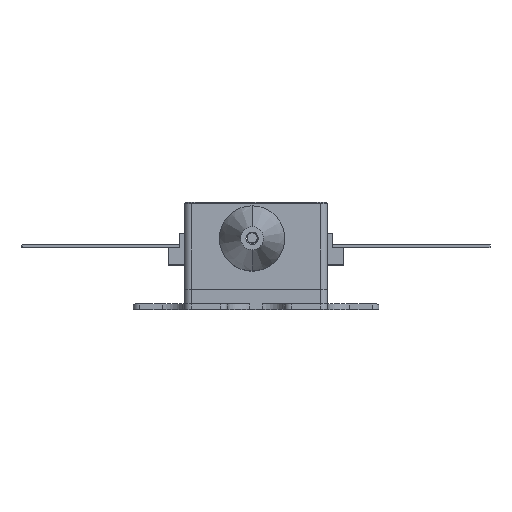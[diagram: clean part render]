
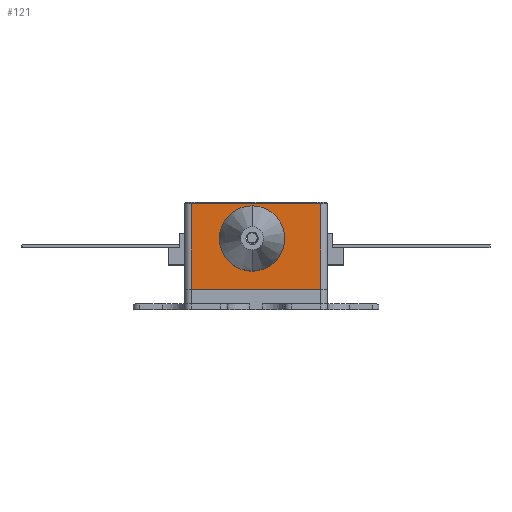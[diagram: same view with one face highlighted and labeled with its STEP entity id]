
A CAD part, top view. The second image highlights one B-rep face of the part: STEP entity #121.
In plain terms, the highlighted planar face has unit normal (0, 0, 1).
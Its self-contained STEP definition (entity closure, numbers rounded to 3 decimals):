
#97 = ORIENTED_EDGE ( 'NONE', *, *, #8085, .F. ) ;
#112 = EDGE_LOOP ( 'NONE', ( #115, #116, #113, #118 ) ) ;
#113 = ORIENTED_EDGE ( 'NONE', *, *, #15551, .T. ) ;
#114 = EDGE_CURVE ( 'NONE', #21751, #15552, #20240, .T. ) ;
#115 = ORIENTED_EDGE ( 'NONE', *, *, #20168, .T. ) ;
#116 = ORIENTED_EDGE ( 'NONE', *, *, #114, .T. ) ;
#117 = EDGE_CURVE ( 'NONE', #8235, #15618, #20301, .T. ) ;
#118 = ORIENTED_EDGE ( 'NONE', *, *, #117, .T. ) ;
#119 = EDGE_CURVE ( 'NONE', #8094, #8209, #20297, .T. ) ;
#120 = ORIENTED_EDGE ( 'NONE', *, *, #119, .F. ) ;
#121 = ADVANCED_FACE ( 'NONE', ( #20292, #20291 ), #20290, .T. ) ;
#8085 = EDGE_CURVE ( 'NONE', #8209, #8094, #20653, .T. ) ;
#8094 = VERTEX_POINT ( 'NONE', #20702 ) ;
#8209 = VERTEX_POINT ( 'NONE', #20871 ) ;
#8235 = VERTEX_POINT ( 'NONE', #20946 ) ;
#14994 = DIRECTION ( 'NONE',  ( -1., 0., 0. ) ) ;
#14995 = VECTOR ( 'NONE', #14994, 1000. ) ;
#14996 = CARTESIAN_POINT ( 'NONE',  ( -6.35, 7.6, 20.8 ) ) ;
#14997 = LINE ( 'NONE', #14996, #14995 ) ;
#15018 = CARTESIAN_POINT ( 'NONE',  ( -5.75, 7.6, 20.8 ) ) ;
#15551 = EDGE_CURVE ( 'NONE', #15552, #8235, #20974, .T. ) ;
#15552 = VERTEX_POINT ( 'NONE', #20970 ) ;
#15618 = VERTEX_POINT ( 'NONE', #21093 ) ;
#20168 = EDGE_CURVE ( 'NONE', #15618, #21751, #14997, .T. ) ;
#20239 = CARTESIAN_POINT ( 'NONE',  ( -5.75, 0., 20.8 ) ) ;
#20240 = LINE ( 'NONE', #20239, #20303 ) ;
#20286 = DIRECTION ( 'NONE',  ( 1., 0., 0. ) ) ;
#20287 = DIRECTION ( 'NONE',  ( 0., 0., 1. ) ) ;
#20288 = CARTESIAN_POINT ( 'NONE',  ( -6.35, 0., 20.8 ) ) ;
#20289 = AXIS2_PLACEMENT_3D ( 'NONE', #20288, #20287, #20286 ) ;
#20290 = PLANE ( 'NONE',  #20289 ) ;
#20291 = FACE_OUTER_BOUND ( 'NONE', #112, .T. ) ;
#20292 = FACE_BOUND ( 'NONE', #21748, .T. ) ;
#20293 = DIRECTION ( 'NONE',  ( 1., 0., 0. ) ) ;
#20294 = DIRECTION ( 'NONE',  ( 0., 0., 1. ) ) ;
#20295 = CARTESIAN_POINT ( 'NONE',  ( -0.344, 4.5, 20.8 ) ) ;
#20296 = AXIS2_PLACEMENT_3D ( 'NONE', #20295, #20294, #20293 ) ;
#20297 = CIRCLE ( 'NONE', #20296, 1.59 ) ;
#20298 = DIRECTION ( 'NONE',  ( 0., 1., 0. ) ) ;
#20299 = VECTOR ( 'NONE', #20298, 1000. ) ;
#20300 = CARTESIAN_POINT ( 'NONE',  ( 5.75, 7.6, 20.8 ) ) ;
#20301 = LINE ( 'NONE', #20300, #20299 ) ;
#20302 = DIRECTION ( 'NONE',  ( 0., -1., 0. ) ) ;
#20303 = VECTOR ( 'NONE', #20302, 1000. ) ;
#20649 = DIRECTION ( 'NONE',  ( 1., 0., 0. ) ) ;
#20650 = DIRECTION ( 'NONE',  ( 0., 0., 1. ) ) ;
#20651 = CARTESIAN_POINT ( 'NONE',  ( -0.344, 4.5, 20.8 ) ) ;
#20652 = AXIS2_PLACEMENT_3D ( 'NONE', #20651, #20650, #20649 ) ;
#20653 = CIRCLE ( 'NONE', #20652, 1.59 ) ;
#20702 = CARTESIAN_POINT ( 'NONE',  ( 1.246, 4.5, 20.8 ) ) ;
#20871 = CARTESIAN_POINT ( 'NONE',  ( -1.934, 4.5, 20.8 ) ) ;
#20946 = CARTESIAN_POINT ( 'NONE',  ( 5.75, 0., 20.8 ) ) ;
#20970 = CARTESIAN_POINT ( 'NONE',  ( -5.75, 0., 20.8 ) ) ;
#20971 = DIRECTION ( 'NONE',  ( 1., 0., 0. ) ) ;
#20972 = VECTOR ( 'NONE', #20971, 1000. ) ;
#20973 = CARTESIAN_POINT ( 'NONE',  ( -6.35, 0., 20.8 ) ) ;
#20974 = LINE ( 'NONE', #20973, #20972 ) ;
#21093 = CARTESIAN_POINT ( 'NONE',  ( 5.75, 7.6, 20.8 ) ) ;
#21748 = EDGE_LOOP ( 'NONE', ( #120, #97 ) ) ;
#21751 = VERTEX_POINT ( 'NONE', #15018 ) ;
